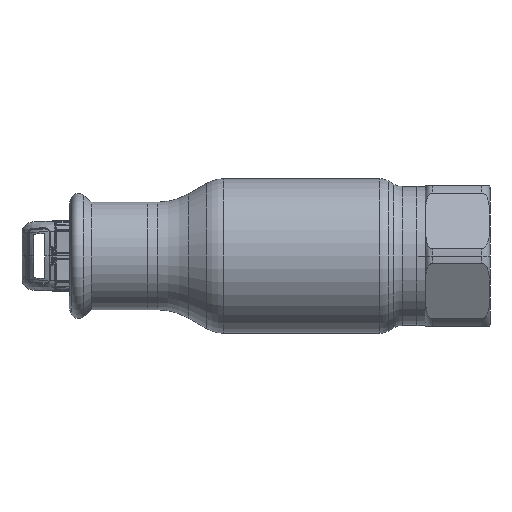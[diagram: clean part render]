
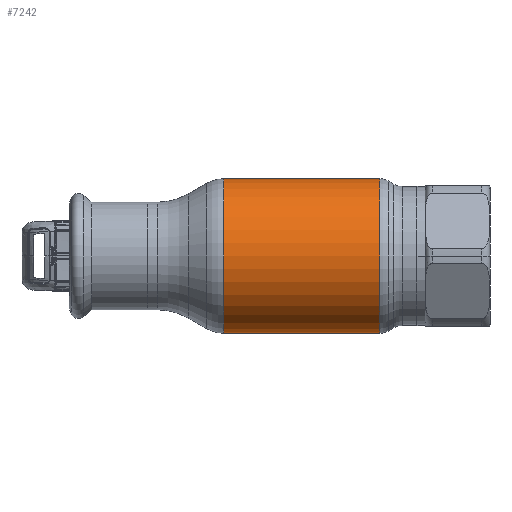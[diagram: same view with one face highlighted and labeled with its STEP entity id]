
A CAD part, front view. The second image highlights one B-rep face of the part: STEP entity #7242.
In plain terms, the highlighted cylindrical face has radius 27.5 mm (diameter 55 mm), a partial arc.
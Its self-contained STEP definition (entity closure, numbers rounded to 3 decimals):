
#1040 = EDGE_CURVE ( 'NONE', #5644, #14995, #52483, .T. ) ;
#1377 = CARTESIAN_POINT ( 'NONE',  ( -62.69, 0., 27.5 ) ) ;
#1496 = LINE ( 'NONE', #57784, #45813 ) ;
#5644 = VERTEX_POINT ( 'NONE', #58141 ) ;
#5711 = DIRECTION ( 'NONE',  ( 0., 0., 1. ) ) ;
#6249 = CARTESIAN_POINT ( 'NONE',  ( -27.785, 0., 0. ) ) ;
#6798 = FACE_OUTER_BOUND ( 'NONE', #16037, .T. ) ;
#7196 = DIRECTION ( 'NONE',  ( 0., 0., 1. ) ) ;
#7242 = ADVANCED_FACE ( 'NONE', ( #6798 ), #27489, .T. ) ;
#9064 = VERTEX_POINT ( 'NONE', #17067 ) ;
#14995 = VERTEX_POINT ( 'NONE', #46913 ) ;
#16037 = EDGE_LOOP ( 'NONE', ( #25314, #54846, #27976, #21209 ) ) ;
#17067 = CARTESIAN_POINT ( 'NONE',  ( 27.785, 0., 27.5 ) ) ;
#17189 = CARTESIAN_POINT ( 'NONE',  ( 27.785, 0., -27.5 ) ) ;
#20518 = DIRECTION ( 'NONE',  ( 0., 0., 1. ) ) ;
#21209 = ORIENTED_EDGE ( 'NONE', *, *, #1040, .F. ) ;
#21288 = CARTESIAN_POINT ( 'NONE',  ( 27.785, 0., 0. ) ) ;
#24707 = DIRECTION ( 'NONE',  ( -1., 0., 0. ) ) ;
#25314 = ORIENTED_EDGE ( 'NONE', *, *, #56386, .F. ) ;
#26022 = DIRECTION ( 'NONE',  ( -1., 0., 0. ) ) ;
#27489 = CYLINDRICAL_SURFACE ( 'NONE', #35261, 27.5 ) ;
#27976 = ORIENTED_EDGE ( 'NONE', *, *, #60921, .T. ) ;
#28663 = LINE ( 'NONE', #1377, #42683 ) ;
#34165 = CARTESIAN_POINT ( 'NONE',  ( -62.69, 0., 0. ) ) ;
#34905 = AXIS2_PLACEMENT_3D ( 'NONE', #6249, #49028, #20518 ) ;
#35261 = AXIS2_PLACEMENT_3D ( 'NONE', #34165, #48077, #5711 ) ;
#37325 = EDGE_CURVE ( 'NONE', #41359, #9064, #55775, .T. ) ;
#41359 = VERTEX_POINT ( 'NONE', #17189 ) ;
#42683 = VECTOR ( 'NONE', #43921, 1000. ) ;
#43921 = DIRECTION ( 'NONE',  ( -1., 0., 0. ) ) ;
#45813 = VECTOR ( 'NONE', #24707, 1000. ) ;
#46913 = CARTESIAN_POINT ( 'NONE',  ( -27.785, 0., 27.5 ) ) ;
#48077 = DIRECTION ( 'NONE',  ( -1., 0., 0. ) ) ;
#49028 = DIRECTION ( 'NONE',  ( -1., 0., 0. ) ) ;
#52483 = CIRCLE ( 'NONE', #34905, 27.5 ) ;
#54846 = ORIENTED_EDGE ( 'NONE', *, *, #37325, .T. ) ;
#55775 = CIRCLE ( 'NONE', #56172, 27.5 ) ;
#56172 = AXIS2_PLACEMENT_3D ( 'NONE', #21288, #26022, #7196 ) ;
#56386 = EDGE_CURVE ( 'NONE', #41359, #5644, #1496, .T. ) ;
#57784 = CARTESIAN_POINT ( 'NONE',  ( -62.69, 0., -27.5 ) ) ;
#58141 = CARTESIAN_POINT ( 'NONE',  ( -27.785, 0., -27.5 ) ) ;
#60921 = EDGE_CURVE ( 'NONE', #9064, #14995, #28663, .T. ) ;
